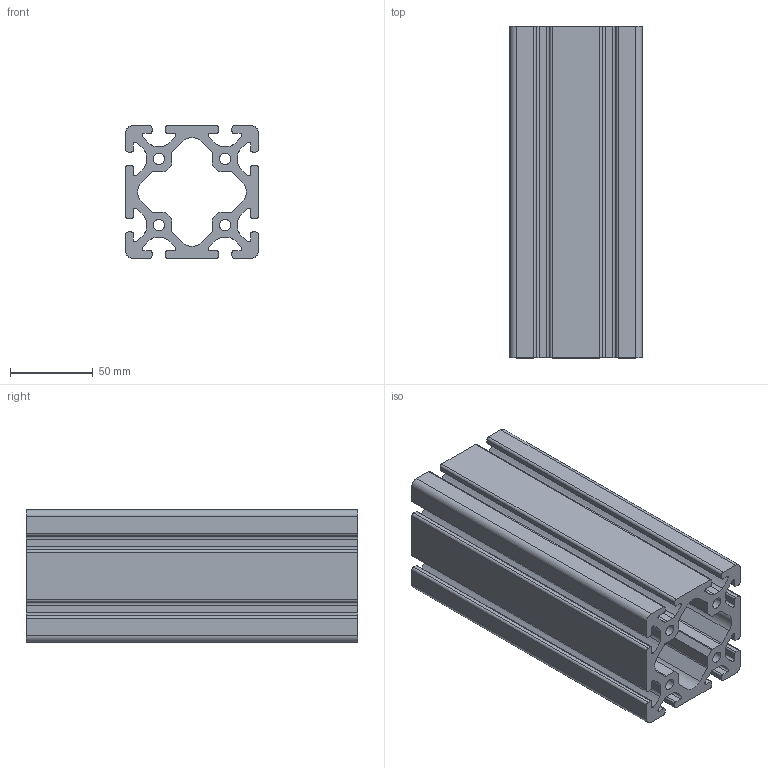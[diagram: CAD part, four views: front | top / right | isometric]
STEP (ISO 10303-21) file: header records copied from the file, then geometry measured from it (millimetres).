
FILE_DESCRIPTION(/* description */ ('Aluminiumprofil 80x80'),/* implementation_level */ '2;1');
FILE_NAME(/* name */ 'Syskomp 281808921 Aluminiumprofil 80x80.stp',/* time_stamp */ '2017-06-22T13:02:42+02:00',/* author */ ('wheldmann'),/* organization */ (''),/* preprocessor_version */ 'ST-DEVELOPER v16.1',/* originating_system */ 'Autodesk Inventor 2016',/* authorisation */ ' ');
FILE_SCHEMA (('AUTOMOTIVE_DESIGN { 1 0 10303 214 3 1 1 }'));
Length unit declared in the file: millimetre
Products named in the file (1): 281808921 Aluminiumprofil 80x80 - 200
Bounding box: 80 x 200 x 80 mm (x, y, z)
Volume: 531406.7 mm3; surface area: 187624.2 mm2
Topology: 1 solids, 1 shells, 182 faces, 540 edges, 360 vertices
Faces by surface type: cylinder 108, plane 74
Full cylindrical faces by diameter (mm): 6.8 x4
Entity records: 6204 total; most frequent: DIRECTION 1118, CARTESIAN_POINT 1079, ORIENTED_EDGE 1072, EDGE_CURVE 536, AXIS2_PLACEMENT_3D 399, VERTEX_POINT 360, LINE 320, VECTOR 320
